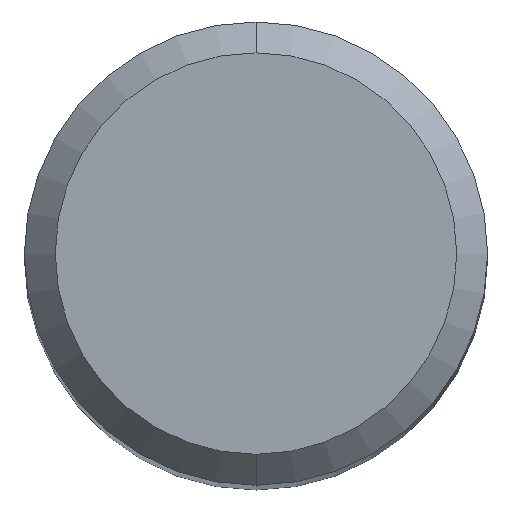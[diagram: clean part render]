
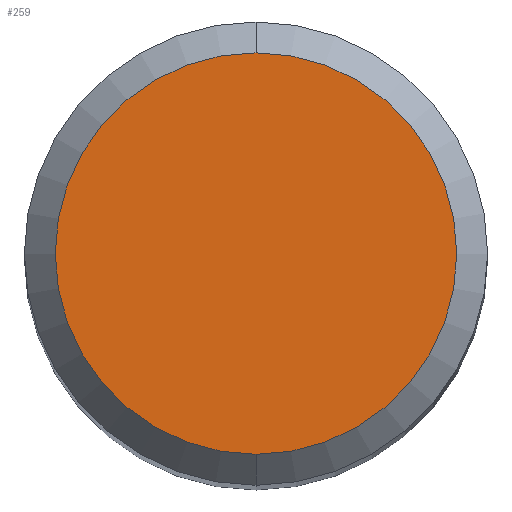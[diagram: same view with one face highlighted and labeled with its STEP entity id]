
A CAD part, top view. The second image highlights one B-rep face of the part: STEP entity #259.
In plain terms, the highlighted planar face has unit normal (0, 0, 1).
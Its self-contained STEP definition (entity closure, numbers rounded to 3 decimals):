
#191=EDGE_CURVE('',#293,#231,#490,.T.);
#231=VERTEX_POINT('',#534);
#259=ADVANCED_FACE('',(#563),#564,.T.);
#281=EDGE_CURVE('',#231,#293,#590,.T.);
#293=VERTEX_POINT('',#603);
#490=CIRCLE('',#818,2.6);
#534=CARTESIAN_POINT('',(0.0,2.6,0.0));
#563=FACE_OUTER_BOUND('',#988,.T.);
#564=PLANE('',#989);
#590=CIRCLE('',#1072,2.6);
#603=CARTESIAN_POINT('',(0.,-2.6,0.0));
#818=AXIS2_PLACEMENT_3D('',#1417,#1418,#1419);
#988=EDGE_LOOP('',(#1495,#1496));
#989=AXIS2_PLACEMENT_3D('',#1497,#1498,#1499);
#1072=AXIS2_PLACEMENT_3D('',#1545,#1546,#1547);
#1417=CARTESIAN_POINT('',(0.0,0.0,0.0));
#1418=DIRECTION('',(0.0,0.0,-1.0));
#1419=DIRECTION('',(0.0,1.0,0.0));
#1495=ORIENTED_EDGE('',*,*,#281,.F.);
#1496=ORIENTED_EDGE('',*,*,#191,.F.);
#1497=CARTESIAN_POINT('',(0.0,1.3,0.0));
#1498=DIRECTION('',(-0.0,0.0,1.0));
#1499=DIRECTION('',(0.0,-1.0,0.0));
#1545=CARTESIAN_POINT('',(0.0,0.0,0.0));
#1546=DIRECTION('',(0.0,0.0,-1.0));
#1547=DIRECTION('',(0.0,1.0,0.0));
